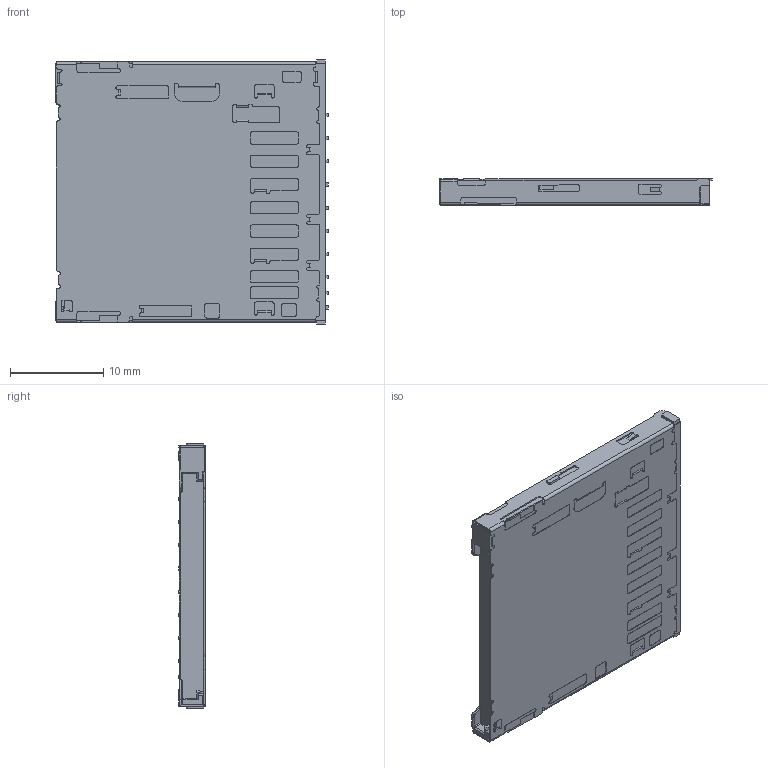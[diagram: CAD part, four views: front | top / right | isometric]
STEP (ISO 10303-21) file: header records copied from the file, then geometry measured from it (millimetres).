
FILE_DESCRIPTION (( 'STEP AP203' ), '1' );
FILE_NAME ('160818FPS009-2961-0合致モデル.STEP', '2016-08-18T01:06:02', ( 'HP-Z400' ), ( 'Hewlett-Packard Company' ), 'SwSTEP 2.0', 'SolidWorks 2014', '' );
FILE_SCHEMA (( 'CONFIG_CONTROL_DESIGN' ));
Length unit declared in the file: millimetre
Products named in the file (1): 160818FPS009-2961-0合致モデル
Bounding box: 29.35 x 2.85 x 28.4 mm (x, y, z)
Volume: 2139.1 mm3; surface area: 2205.9 mm2
Topology: 1 solids, 1 shells, 953 faces, 2662 edges, 1752 vertices
Faces by surface type: plane 665, cylinder 284, cone 2, torus 2
Entity records: 30570 total; most frequent: CARTESIAN_POINT 5421, ORIENTED_EDGE 5324, DIRECTION 5122, EDGE_CURVE 2662, VECTOR 2080, LINE 2080, VERTEX_POINT 1752, AXIS2_PLACEMENT_3D 1521
